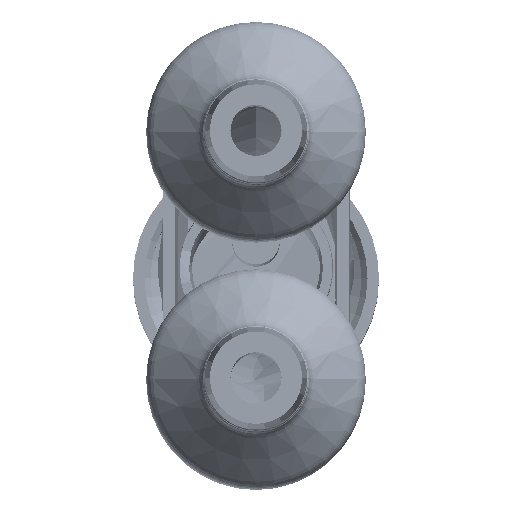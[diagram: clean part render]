
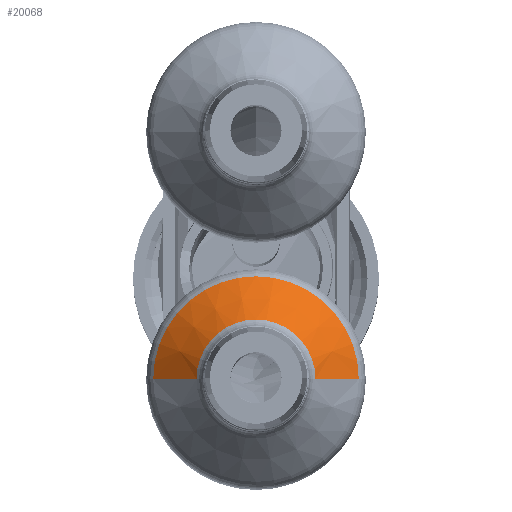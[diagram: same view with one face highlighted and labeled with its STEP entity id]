
A CAD part, top view. The second image highlights one B-rep face of the part: STEP entity #20068.
In plain terms, the highlighted conical face has half-angle 45 degrees and reference radius 1.7 mm.
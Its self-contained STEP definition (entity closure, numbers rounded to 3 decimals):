
#15256=CARTESIAN_POINT('',(13.346,0.,0.));
#15257=DIRECTION('',(-1.,0.,0.));
#15258=DIRECTION('',(0.,1.,0.));
#15259=AXIS2_PLACEMENT_3D('',#15256,#15257,#15258);
#15261=DIRECTION('',(-0.707,-0.707,0.));
#15262=VECTOR('',#15261,1.283);
#15263=CARTESIAN_POINT('',(14.254,-1.246,
0.));
#15264=LINE('',#15263,#15262);
#15265=CARTESIAN_POINT('',(14.254,0.,0.));
#15266=DIRECTION('',(1.,0.,0.));
#15267=DIRECTION('',(0.,-1.,0.));
#15268=AXIS2_PLACEMENT_3D('',#15265,#15266,#15267);
#15270=DIRECTION('',(-0.707,0.707,0.));
#15271=VECTOR('',#15270,1.283);
#15272=CARTESIAN_POINT('',(14.254,1.246,
0.));
#15273=LINE('',#15272,#15271);
#18976=CARTESIAN_POINT('',(14.254,-1.246,0.));
#18977=CARTESIAN_POINT('',(14.254,1.246,0.));
#18978=VERTEX_POINT('',#18976);
#18979=VERTEX_POINT('',#18977);
#18984=CARTESIAN_POINT('',(13.346,-2.154,0.));
#18985=CARTESIAN_POINT('',(13.346,2.154,0.));
#18986=VERTEX_POINT('',#18984);
#18987=VERTEX_POINT('',#18985);
#20054=CARTESIAN_POINT('',(13.8,0.,0.));
#20055=DIRECTION('',(-1.,0.,0.));
#20056=DIRECTION('',(0.,1.,0.));
#20057=AXIS2_PLACEMENT_3D('',#20054,#20055,#20056);
#20058=CONICAL_SURFACE('',#20057,1.7,45.);
#20059=ORIENTED_EDGE('',*,*,#20048,.T.);
#20061=ORIENTED_EDGE('',*,*,#20060,.F.);
#20063=ORIENTED_EDGE('',*,*,#20062,.T.);
#20065=ORIENTED_EDGE('',*,*,#20064,.T.);
#20066=EDGE_LOOP('',(#20059,#20061,#20063,#20065));
#20067=FACE_OUTER_BOUND('',#20066,.F.);
#20068=ADVANCED_FACE('',(#20067),#20058,.T.);
#15260=CIRCLE('',#15259,2.154);
#15269=CIRCLE('',#15268,1.246);
#20048=EDGE_CURVE('',#18987,#18986,#15260,.T.);
#20060=EDGE_CURVE('',#18978,#18986,#15264,.T.);
#20062=EDGE_CURVE('',#18978,#18979,#15269,.T.);
#20064=EDGE_CURVE('',#18979,#18987,#15273,.T.);
